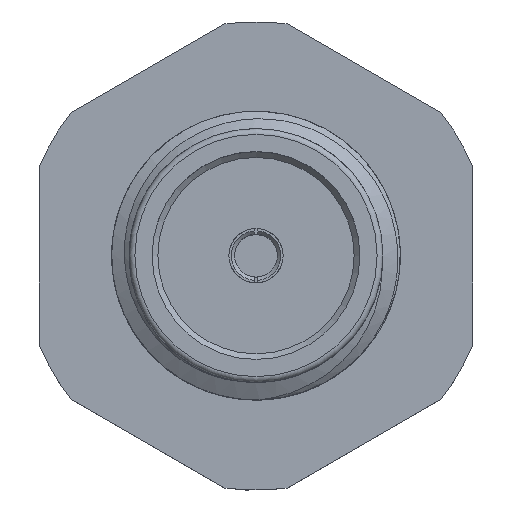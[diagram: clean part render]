
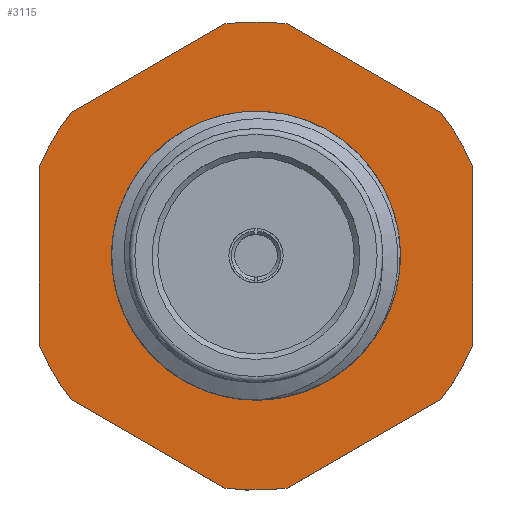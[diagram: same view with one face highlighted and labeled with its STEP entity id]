
A CAD part, top view. The second image highlights one B-rep face of the part: STEP entity #3115.
In plain terms, the highlighted planar face has unit normal (0, 0, 1).
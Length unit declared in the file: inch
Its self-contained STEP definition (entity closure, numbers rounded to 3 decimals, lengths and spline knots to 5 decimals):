
#66 = LINE ( 'NONE', #1249, #778 ) ;
#144 = EDGE_CURVE ( 'NONE', #995, #3422, #174, .T. ) ;
#174 = LINE ( 'NONE', #1356, #1448 ) ;
#180 = CARTESIAN_POINT ( 'NONE',  ( 0., 0., 0. ) ) ;
#205 = CARTESIAN_POINT ( 'NONE',  ( 0.10989, 0., 0. ) ) ;
#224 = ORIENTED_EDGE ( 'NONE', *, *, #144, .T. ) ;
#256 = CARTESIAN_POINT ( 'NONE',  ( 0., 0., 0. ) ) ;
#270 = ORIENTED_EDGE ( 'NONE', *, *, #1238, .T. ) ;
#272 = DIRECTION ( 'NONE',  ( 0.866, 0.5, 0. ) ) ;
#275 = DIRECTION ( 'NONE',  ( 0., 0., 1. ) ) ;
#286 = AXIS2_PLACEMENT_3D ( 'NONE', #256, #1354, #3312 ) ;
#295 = PLANE ( 'NONE',  #3460 ) ;
#377 = EDGE_CURVE ( 'NONE', #2289, #559, #66, .T. ) ;
#397 = VERTEX_POINT ( 'NONE', #521 ) ;
#453 = DIRECTION ( 'NONE',  ( 1., 0., 0. ) ) ;
#460 = VERTEX_POINT ( 'NONE', #1703 ) ;
#478 = CIRCLE ( 'NONE', #1107, 0.20278 ) ;
#500 = EDGE_CURVE ( 'NONE', #559, #3212, #536, .T. ) ;
#521 = CARTESIAN_POINT ( 'NONE',  ( -0.02688, 0.20099, 0. ) ) ;
#536 = CIRCLE ( 'NONE', #2963, 0.20278 ) ;
#559 = VERTEX_POINT ( 'NONE', #1187 ) ;
#598 = CIRCLE ( 'NONE', #3571, 0.20278 ) ;
#646 = VECTOR ( 'NONE', #272, 39.37008 ) ;
#742 = CARTESIAN_POINT ( 'NONE',  ( 0., 0., 0. ) ) ;
#778 = VECTOR ( 'NONE', #2135, 39.37008 ) ;
#813 = DIRECTION ( 'NONE',  ( 0., 0., 1. ) ) ;
#843 = AXIS2_PLACEMENT_3D ( 'NONE', #3170, #2058, #1738 ) ;
#846 = CARTESIAN_POINT ( 'NONE',  ( 0.02688, 0.20099, 0. ) ) ;
#875 = ORIENTED_EDGE ( 'NONE', *, *, #1606, .F. ) ;
#910 = CIRCLE ( 'NONE', #3021, 0.20278 ) ;
#912 = CIRCLE ( 'NONE', #1775, 0.20278 ) ;
#995 = VERTEX_POINT ( 'NONE', #1737 ) ;
#1050 = LINE ( 'NONE', #1113, #2907 ) ;
#1067 = ORIENTED_EDGE ( 'NONE', *, *, #1837, .T. ) ;
#1107 = AXIS2_PLACEMENT_3D ( 'NONE', #1453, #275, #2061 ) ;
#1113 = CARTESIAN_POINT ( 'NONE',  ( 0., 0.21651, 0. ) ) ;
#1170 = CARTESIAN_POINT ( 'NONE',  ( 0.02688, -0.20099, 0. ) ) ;
#1187 = CARTESIAN_POINT ( 'NONE',  ( -0.02688, -0.20099, 0. ) ) ;
#1238 = EDGE_CURVE ( 'NONE', #397, #2115, #1050, .T. ) ;
#1249 = CARTESIAN_POINT ( 'NONE',  ( -0.1875, -0.10825, 0. ) ) ;
#1278 = EDGE_CURVE ( 'NONE', #3422, #397, #910, .T. ) ;
#1345 = CARTESIAN_POINT ( 'NONE',  ( 0., 0., 0. ) ) ;
#1354 = DIRECTION ( 'NONE',  ( 0., 0., 1. ) ) ;
#1356 = CARTESIAN_POINT ( 'NONE',  ( 0.1875, 0.10825, 0. ) ) ;
#1384 = DIRECTION ( 'NONE',  ( 0., 0., 1. ) ) ;
#1422 = VERTEX_POINT ( 'NONE', #3512 ) ;
#1448 = VECTOR ( 'NONE', #2516, 39.37008 ) ;
#1453 = CARTESIAN_POINT ( 'NONE',  ( 0., 0., 0. ) ) ;
#1578 = EDGE_CURVE ( 'NONE', #3212, #2145, #1998, .T. ) ;
#1587 = CARTESIAN_POINT ( 'NONE',  ( 0.16062, -0.12377, 0. ) ) ;
#1606 = EDGE_CURVE ( 'NONE', #2240, #2240, #3511, .T. ) ;
#1620 = ORIENTED_EDGE ( 'NONE', *, *, #1278, .T. ) ;
#1703 = CARTESIAN_POINT ( 'NONE',  ( 0.1875, -0.07721, 0. ) ) ;
#1705 = VECTOR ( 'NONE', #2891, 39.37008 ) ;
#1737 = CARTESIAN_POINT ( 'NONE',  ( 0.16062, 0.12377, 0. ) ) ;
#1738 = DIRECTION ( 'NONE',  ( 1., 0., 0. ) ) ;
#1763 = ORIENTED_EDGE ( 'NONE', *, *, #2588, .T. ) ;
#1775 = AXIS2_PLACEMENT_3D ( 'NONE', #742, #1917, #3068 ) ;
#1787 = LINE ( 'NONE', #3230, #1705 ) ;
#1837 = EDGE_CURVE ( 'NONE', #3412, #2289, #1945, .T. ) ;
#1843 = ORIENTED_EDGE ( 'NONE', *, *, #1884, .T. ) ;
#1884 = EDGE_CURVE ( 'NONE', #460, #2440, #1787, .T. ) ;
#1917 = DIRECTION ( 'NONE',  ( 0., 0., 1. ) ) ;
#1945 = CIRCLE ( 'NONE', #286, 0.20278 ) ;
#1986 = DIRECTION ( 'NONE',  ( 1., 0., 0. ) ) ;
#1998 = LINE ( 'NONE', #2905, #646 ) ;
#2058 = DIRECTION ( 'NONE',  ( 0., 0., 1. ) ) ;
#2061 = DIRECTION ( 'NONE',  ( 1., 0., 0. ) ) ;
#2115 = VERTEX_POINT ( 'NONE', #3463 ) ;
#2135 = DIRECTION ( 'NONE',  ( 0.866, -0.5, 0. ) ) ;
#2145 = VERTEX_POINT ( 'NONE', #1587 ) ;
#2240 = VERTEX_POINT ( 'NONE', #205 ) ;
#2243 = CARTESIAN_POINT ( 'NONE',  ( -0.1875, 0.10825, 0. ) ) ;
#2257 = VECTOR ( 'NONE', #3712, 39.37008 ) ;
#2269 = DIRECTION ( 'NONE',  ( 0., 0., 1. ) ) ;
#2289 = VERTEX_POINT ( 'NONE', #3269 ) ;
#2416 = ORIENTED_EDGE ( 'NONE', *, *, #2736, .T. ) ;
#2421 = EDGE_CURVE ( 'NONE', #1422, #3412, #2843, .T. ) ;
#2440 = VERTEX_POINT ( 'NONE', #3351 ) ;
#2516 = DIRECTION ( 'NONE',  ( -0.866, 0.5, 0. ) ) ;
#2532 = CARTESIAN_POINT ( 'NONE',  ( 0., 0., 0. ) ) ;
#2554 = EDGE_LOOP ( 'NONE', ( #1843, #3176, #224, #1620, #270, #2416, #3679, #1067, #3494, #2608, #2954, #1763 ) ) ;
#2588 = EDGE_CURVE ( 'NONE', #2145, #460, #912, .T. ) ;
#2594 = FACE_OUTER_BOUND ( 'NONE', #2554, .T. ) ;
#2608 = ORIENTED_EDGE ( 'NONE', *, *, #500, .T. ) ;
#2670 = CARTESIAN_POINT ( 'NONE',  ( 0., 0., 0. ) ) ;
#2736 = EDGE_CURVE ( 'NONE', #2115, #1422, #598, .T. ) ;
#2843 = LINE ( 'NONE', #2243, #2257 ) ;
#2851 = DIRECTION ( 'NONE',  ( -0.866, -0.5, 0. ) ) ;
#2886 = EDGE_LOOP ( 'NONE', ( #875 ) ) ;
#2891 = DIRECTION ( 'NONE',  ( 0., 1., 0. ) ) ;
#2905 = CARTESIAN_POINT ( 'NONE',  ( 0., -0.21651, 0. ) ) ;
#2907 = VECTOR ( 'NONE', #2851, 39.37008 ) ;
#2954 = ORIENTED_EDGE ( 'NONE', *, *, #1578, .T. ) ;
#2963 = AXIS2_PLACEMENT_3D ( 'NONE', #1345, #1384, #1986 ) ;
#3021 = AXIS2_PLACEMENT_3D ( 'NONE', #180, #813, #3383 ) ;
#3068 = DIRECTION ( 'NONE',  ( 1., 0., 0. ) ) ;
#3115 = ADVANCED_FACE ( 'NONE', ( #3498, #2594 ), #295, .T. ) ;
#3136 = CARTESIAN_POINT ( 'NONE',  ( -0.1875, -0.07721, 0. ) ) ;
#3170 = CARTESIAN_POINT ( 'NONE',  ( 0., 0., 0. ) ) ;
#3173 = DIRECTION ( 'NONE',  ( 1., 0., 0. ) ) ;
#3176 = ORIENTED_EDGE ( 'NONE', *, *, #3284, .T. ) ;
#3212 = VERTEX_POINT ( 'NONE', #1170 ) ;
#3230 = CARTESIAN_POINT ( 'NONE',  ( 0.1875, -0.10825, 0. ) ) ;
#3269 = CARTESIAN_POINT ( 'NONE',  ( -0.16062, -0.12377, 0. ) ) ;
#3284 = EDGE_CURVE ( 'NONE', #2440, #995, #478, .T. ) ;
#3312 = DIRECTION ( 'NONE',  ( 1., 0., 0. ) ) ;
#3351 = CARTESIAN_POINT ( 'NONE',  ( 0.1875, 0.07721, 0. ) ) ;
#3383 = DIRECTION ( 'NONE',  ( 1., 0., 0. ) ) ;
#3412 = VERTEX_POINT ( 'NONE', #3136 ) ;
#3422 = VERTEX_POINT ( 'NONE', #846 ) ;
#3460 = AXIS2_PLACEMENT_3D ( 'NONE', #2670, #3517, #3173 ) ;
#3463 = CARTESIAN_POINT ( 'NONE',  ( -0.16062, 0.12377, 0. ) ) ;
#3494 = ORIENTED_EDGE ( 'NONE', *, *, #377, .T. ) ;
#3498 = FACE_BOUND ( 'NONE', #2886, .T. ) ;
#3511 = CIRCLE ( 'NONE', #843, 0.10989 ) ;
#3512 = CARTESIAN_POINT ( 'NONE',  ( -0.1875, 0.07721, 0. ) ) ;
#3517 = DIRECTION ( 'NONE',  ( 0., 0., 1. ) ) ;
#3571 = AXIS2_PLACEMENT_3D ( 'NONE', #2532, #2269, #453 ) ;
#3679 = ORIENTED_EDGE ( 'NONE', *, *, #2421, .T. ) ;
#3712 = DIRECTION ( 'NONE',  ( 0., -1., 0. ) ) ;
